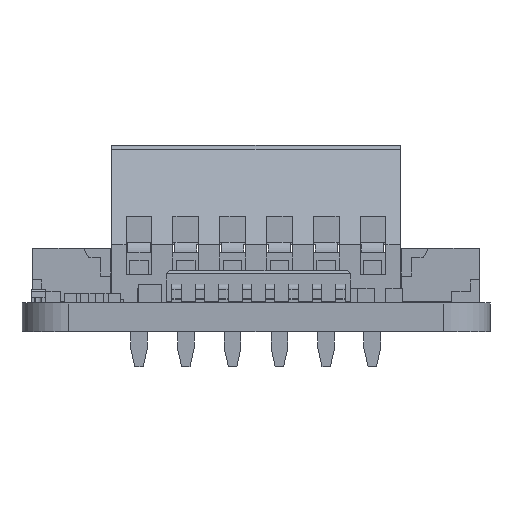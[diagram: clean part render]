
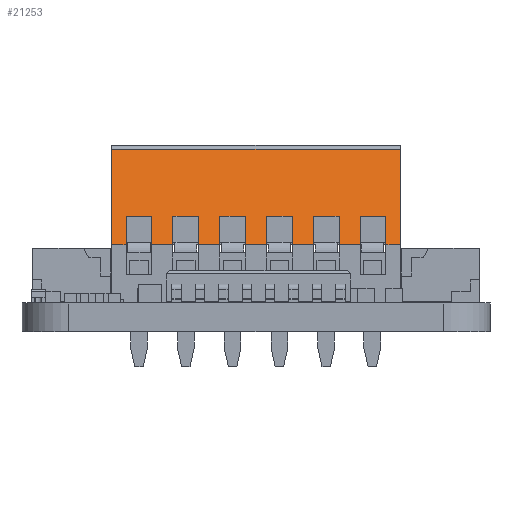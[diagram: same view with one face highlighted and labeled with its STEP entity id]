
A CAD part, front view. The second image highlights one B-rep face of the part: STEP entity #21253.
In plain terms, the highlighted planar face has unit normal (0, -0.951, 0.309).
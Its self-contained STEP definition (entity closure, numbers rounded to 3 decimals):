
#1270=PLANE('',#22927);
#2362=FACE_OUTER_BOUND('',#3594,.T.);
#3594=EDGE_LOOP('',(#19527,#19528,#19529,#19530,#19531,#19532,#19533,#19534,
#19535,#19536,#19537,#19538,#19539,#19540,#19541,#19542,#19543,#19544,#19545,
#19546,#19547,#19548,#19549,#19550,#19551,#19552,#19553,#19554));
#5472=LINE('',#33301,#7900);
#5535=LINE('',#33971,#7963);
#5554=LINE('',#34009,#7982);
#5622=LINE('',#34145,#8050);
#5631=LINE('',#34161,#8059);
#5640=LINE('',#34180,#8068);
#5702=LINE('',#34305,#8130);
#5711=LINE('',#34321,#8139);
#5720=LINE('',#34340,#8148);
#5782=LINE('',#34465,#8210);
#5791=LINE('',#34481,#8219);
#5800=LINE('',#34500,#8228);
#5862=LINE('',#34625,#8290);
#5871=LINE('',#34641,#8299);
#5880=LINE('',#34660,#8308);
#5942=LINE('',#34785,#8370);
#5951=LINE('',#34801,#8379);
#5960=LINE('',#34820,#8388);
#5965=LINE('',#34831,#8393);
#5996=LINE('',#34888,#8424);
#6002=LINE('',#34898,#8430);
#6003=LINE('',#34899,#8431);
#6004=LINE('',#34900,#8432);
#6005=LINE('',#34901,#8433);
#6006=LINE('',#34902,#8434);
#6007=LINE('',#34903,#8435);
#6009=LINE('',#34906,#8437);
#6029=LINE('',#34950,#8457);
#7900=VECTOR('',#27345,1.);
#7963=VECTOR('',#27618,1.);
#7982=VECTOR('',#27645,1.);
#8050=VECTOR('',#27759,1.);
#8059=VECTOR('',#27774,1.);
#8068=VECTOR('',#27791,1.);
#8130=VECTOR('',#27899,1.);
#8139=VECTOR('',#27914,1.);
#8148=VECTOR('',#27931,1.);
#8210=VECTOR('',#28039,1.);
#8219=VECTOR('',#28054,1.);
#8228=VECTOR('',#28071,1.);
#8290=VECTOR('',#28179,1.);
#8299=VECTOR('',#28194,1.);
#8308=VECTOR('',#28211,1.);
#8370=VECTOR('',#28319,1.);
#8379=VECTOR('',#28334,1.);
#8388=VECTOR('',#28351,1.);
#8393=VECTOR('',#28362,1.);
#8424=VECTOR('',#28405,1.);
#8430=VECTOR('',#28415,1.);
#8431=VECTOR('',#28416,1.);
#8432=VECTOR('',#28417,1.);
#8433=VECTOR('',#28418,1.);
#8434=VECTOR('',#28419,1.);
#8435=VECTOR('',#28420,1.);
#8437=VECTOR('',#28422,1.);
#8457=VECTOR('',#28480,1.);
#10371=VERTEX_POINT('',#33294);
#10374=VERTEX_POINT('',#33299);
#10489=VERTEX_POINT('',#33969);
#10503=VERTEX_POINT('',#34006);
#10504=VERTEX_POINT('',#34008);
#10549=VERTEX_POINT('',#34144);
#10553=VERTEX_POINT('',#34159);
#10558=VERTEX_POINT('',#34177);
#10559=VERTEX_POINT('',#34179);
#10599=VERTEX_POINT('',#34304);
#10603=VERTEX_POINT('',#34319);
#10608=VERTEX_POINT('',#34337);
#10609=VERTEX_POINT('',#34339);
#10649=VERTEX_POINT('',#34464);
#10653=VERTEX_POINT('',#34479);
#10658=VERTEX_POINT('',#34497);
#10659=VERTEX_POINT('',#34499);
#10699=VERTEX_POINT('',#34624);
#10703=VERTEX_POINT('',#34639);
#10708=VERTEX_POINT('',#34657);
#10709=VERTEX_POINT('',#34659);
#10749=VERTEX_POINT('',#34784);
#10753=VERTEX_POINT('',#34799);
#10758=VERTEX_POINT('',#34817);
#10759=VERTEX_POINT('',#34819);
#10762=VERTEX_POINT('',#34830);
#10782=VERTEX_POINT('',#34886);
#10785=VERTEX_POINT('',#34904);
#13076=EDGE_CURVE('',#10374,#10371,#5472,.T.);
#13223=EDGE_CURVE('',#10374,#10489,#5535,.T.);
#13242=EDGE_CURVE('',#10503,#10504,#5554,.T.);
#13310=EDGE_CURVE('',#10503,#10549,#5622,.T.);
#13319=EDGE_CURVE('',#10549,#10553,#5631,.T.);
#13328=EDGE_CURVE('',#10558,#10559,#5640,.T.);
#13390=EDGE_CURVE('',#10558,#10599,#5702,.T.);
#13399=EDGE_CURVE('',#10599,#10603,#5711,.T.);
#13408=EDGE_CURVE('',#10608,#10609,#5720,.T.);
#13470=EDGE_CURVE('',#10608,#10649,#5782,.T.);
#13479=EDGE_CURVE('',#10649,#10653,#5791,.T.);
#13488=EDGE_CURVE('',#10658,#10659,#5800,.T.);
#13550=EDGE_CURVE('',#10658,#10699,#5862,.T.);
#13559=EDGE_CURVE('',#10699,#10703,#5871,.T.);
#13568=EDGE_CURVE('',#10708,#10709,#5880,.T.);
#13630=EDGE_CURVE('',#10708,#10749,#5942,.T.);
#13639=EDGE_CURVE('',#10749,#10753,#5951,.T.);
#13648=EDGE_CURVE('',#10758,#10759,#5960,.T.);
#13653=EDGE_CURVE('',#10758,#10762,#5965,.T.);
#13684=EDGE_CURVE('',#10762,#10782,#5996,.T.);
#13690=EDGE_CURVE('',#10753,#10759,#6002,.T.);
#13691=EDGE_CURVE('',#10703,#10709,#6003,.T.);
#13692=EDGE_CURVE('',#10653,#10659,#6004,.T.);
#13693=EDGE_CURVE('',#10603,#10609,#6005,.T.);
#13694=EDGE_CURVE('',#10553,#10559,#6006,.T.);
#13695=EDGE_CURVE('',#10489,#10504,#6007,.T.);
#13697=EDGE_CURVE('',#10782,#10785,#6009,.T.);
#13717=EDGE_CURVE('',#10785,#10371,#6029,.T.);
#19527=ORIENTED_EDGE('',*,*,#13717,.T.);
#19528=ORIENTED_EDGE('',*,*,#13076,.F.);
#19529=ORIENTED_EDGE('',*,*,#13223,.T.);
#19530=ORIENTED_EDGE('',*,*,#13695,.T.);
#19531=ORIENTED_EDGE('',*,*,#13242,.F.);
#19532=ORIENTED_EDGE('',*,*,#13310,.T.);
#19533=ORIENTED_EDGE('',*,*,#13319,.T.);
#19534=ORIENTED_EDGE('',*,*,#13694,.T.);
#19535=ORIENTED_EDGE('',*,*,#13328,.F.);
#19536=ORIENTED_EDGE('',*,*,#13390,.T.);
#19537=ORIENTED_EDGE('',*,*,#13399,.T.);
#19538=ORIENTED_EDGE('',*,*,#13693,.T.);
#19539=ORIENTED_EDGE('',*,*,#13408,.F.);
#19540=ORIENTED_EDGE('',*,*,#13470,.T.);
#19541=ORIENTED_EDGE('',*,*,#13479,.T.);
#19542=ORIENTED_EDGE('',*,*,#13692,.T.);
#19543=ORIENTED_EDGE('',*,*,#13488,.F.);
#19544=ORIENTED_EDGE('',*,*,#13550,.T.);
#19545=ORIENTED_EDGE('',*,*,#13559,.T.);
#19546=ORIENTED_EDGE('',*,*,#13691,.T.);
#19547=ORIENTED_EDGE('',*,*,#13568,.F.);
#19548=ORIENTED_EDGE('',*,*,#13630,.T.);
#19549=ORIENTED_EDGE('',*,*,#13639,.T.);
#19550=ORIENTED_EDGE('',*,*,#13690,.T.);
#19551=ORIENTED_EDGE('',*,*,#13648,.F.);
#19552=ORIENTED_EDGE('',*,*,#13653,.T.);
#19553=ORIENTED_EDGE('',*,*,#13684,.T.);
#19554=ORIENTED_EDGE('',*,*,#13697,.T.);
#21253=ADVANCED_FACE('',(#2362),#1270,.F.);
#22927=AXIS2_PLACEMENT_3D('',#34949,#28478,#28479);
#27345=DIRECTION('',(1.,0.,0.));
#27618=DIRECTION('',(0.,-0.309,-0.951));
#27645=DIRECTION('',(0.,-0.309,-0.951));
#27759=DIRECTION('',(1.,0.,0.));
#27774=DIRECTION('',(0.,-0.309,-0.951));
#27791=DIRECTION('',(0.,-0.309,-0.951));
#27899=DIRECTION('',(1.,0.,0.));
#27914=DIRECTION('',(0.,-0.309,-0.951));
#27931=DIRECTION('',(0.,-0.309,-0.951));
#28039=DIRECTION('',(1.,0.,0.));
#28054=DIRECTION('',(0.,-0.309,-0.951));
#28071=DIRECTION('',(0.,-0.309,-0.951));
#28179=DIRECTION('',(1.,0.,0.));
#28194=DIRECTION('',(0.,-0.309,-0.951));
#28211=DIRECTION('',(0.,-0.309,-0.951));
#28319=DIRECTION('',(1.,0.,0.));
#28334=DIRECTION('',(0.,-0.309,-0.951));
#28351=DIRECTION('',(0.,-0.309,-0.951));
#28362=DIRECTION('',(1.,0.,0.));
#28405=DIRECTION('',(0.,-0.309,-0.951));
#28415=DIRECTION('',(1.,0.,0.));
#28416=DIRECTION('',(1.,0.,0.));
#28417=DIRECTION('',(1.,0.,0.));
#28418=DIRECTION('',(1.,0.,0.));
#28419=DIRECTION('',(1.,0.,0.));
#28420=DIRECTION('',(1.,0.,0.));
#28422=DIRECTION('',(1.,0.,0.));
#28478=DIRECTION('center_axis',(0.,0.951,-0.309));
#28479=DIRECTION('ref_axis',(0.,-0.309,-0.951));
#28480=DIRECTION('',(0.,0.309,0.951));
#33294=CARTESIAN_POINT('',(7.84,-1.417,8.343));
#33299=CARTESIAN_POINT('',(-7.84,-1.417,8.343));
#33301=CARTESIAN_POINT('',(-7.84,-1.417,8.343));
#33969=CARTESIAN_POINT('',(-7.84,-3.1,3.164));
#33971=CARTESIAN_POINT('',(-7.84,-1.417,8.343));
#34006=CARTESIAN_POINT('',(-7.05,-2.6,4.703));
#34008=CARTESIAN_POINT('',(-7.05,-3.1,3.164));
#34009=CARTESIAN_POINT('',(-7.05,-2.6,4.703));
#34144=CARTESIAN_POINT('',(-5.65,-2.6,4.703));
#34145=CARTESIAN_POINT('',(-6.35,-2.6,4.703));
#34159=CARTESIAN_POINT('',(-5.65,-3.1,3.164));
#34161=CARTESIAN_POINT('',(-5.65,-2.6,4.703));
#34177=CARTESIAN_POINT('',(-4.51,-2.6,4.703));
#34179=CARTESIAN_POINT('',(-4.51,-3.1,3.164));
#34180=CARTESIAN_POINT('',(-4.51,-2.6,4.703));
#34304=CARTESIAN_POINT('',(-3.11,-2.6,4.703));
#34305=CARTESIAN_POINT('',(-3.81,-2.6,4.703));
#34319=CARTESIAN_POINT('',(-3.11,-3.1,3.164));
#34321=CARTESIAN_POINT('',(-3.11,-2.6,4.703));
#34337=CARTESIAN_POINT('',(-1.97,-2.6,4.703));
#34339=CARTESIAN_POINT('',(-1.97,-3.1,3.164));
#34340=CARTESIAN_POINT('',(-1.97,-2.6,4.703));
#34464=CARTESIAN_POINT('',(-0.57,-2.6,4.703));
#34465=CARTESIAN_POINT('',(-1.27,-2.6,4.703));
#34479=CARTESIAN_POINT('',(-0.57,-3.1,3.164));
#34481=CARTESIAN_POINT('',(-0.57,-2.6,4.703));
#34497=CARTESIAN_POINT('',(0.57,-2.6,4.703));
#34499=CARTESIAN_POINT('',(0.57,-3.1,3.164));
#34500=CARTESIAN_POINT('',(0.57,-2.6,4.703));
#34624=CARTESIAN_POINT('',(1.97,-2.6,4.703));
#34625=CARTESIAN_POINT('',(1.27,-2.6,4.703));
#34639=CARTESIAN_POINT('',(1.97,-3.1,3.164));
#34641=CARTESIAN_POINT('',(1.97,-2.6,4.703));
#34657=CARTESIAN_POINT('',(3.11,-2.6,4.703));
#34659=CARTESIAN_POINT('',(3.11,-3.1,3.164));
#34660=CARTESIAN_POINT('',(3.11,-2.6,4.703));
#34784=CARTESIAN_POINT('',(4.51,-2.6,4.703));
#34785=CARTESIAN_POINT('',(3.81,-2.6,4.703));
#34799=CARTESIAN_POINT('',(4.51,-3.1,3.164));
#34801=CARTESIAN_POINT('',(4.51,-2.6,4.703));
#34817=CARTESIAN_POINT('',(5.65,-2.6,4.703));
#34819=CARTESIAN_POINT('',(5.65,-3.1,3.164));
#34820=CARTESIAN_POINT('',(5.65,-2.6,4.703));
#34830=CARTESIAN_POINT('',(7.05,-2.6,4.703));
#34831=CARTESIAN_POINT('',(6.35,-2.6,4.703));
#34886=CARTESIAN_POINT('',(7.05,-3.1,3.164));
#34888=CARTESIAN_POINT('',(7.05,-2.6,4.703));
#34898=CARTESIAN_POINT('',(4.51,-3.1,3.164));
#34899=CARTESIAN_POINT('',(1.97,-3.1,3.164));
#34900=CARTESIAN_POINT('',(-0.57,-3.1,3.164));
#34901=CARTESIAN_POINT('',(-3.11,-3.1,3.164));
#34902=CARTESIAN_POINT('',(-5.65,-3.1,3.164));
#34903=CARTESIAN_POINT('',(-7.84,-3.1,3.164));
#34904=CARTESIAN_POINT('',(7.84,-3.1,3.164));
#34906=CARTESIAN_POINT('',(7.05,-3.1,3.164));
#34949=CARTESIAN_POINT('Origin',(6.313,-3.142,3.035));
#34950=CARTESIAN_POINT('',(7.84,-3.1,3.164));
